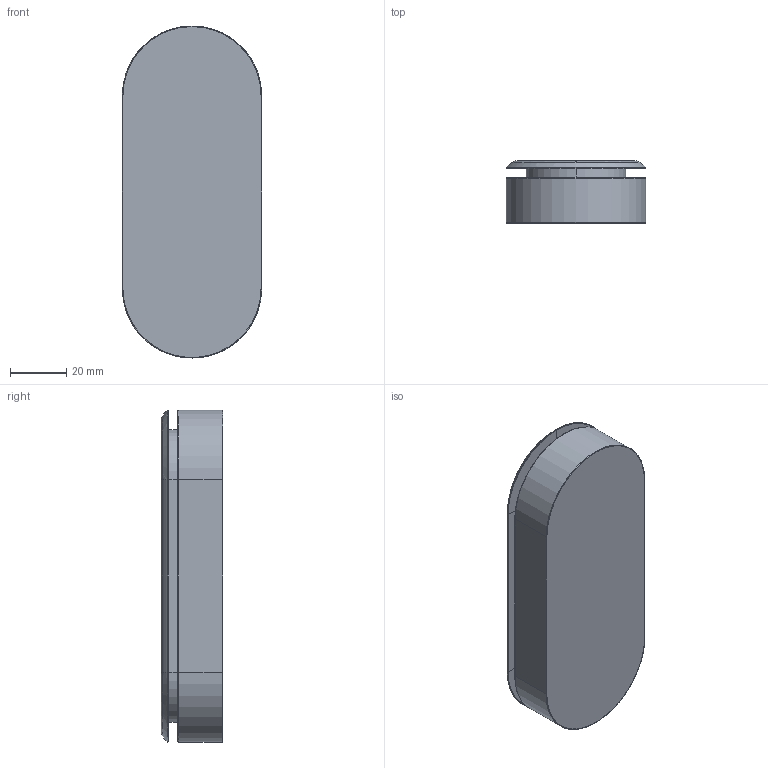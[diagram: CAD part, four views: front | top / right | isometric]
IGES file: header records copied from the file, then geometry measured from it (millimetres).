
Start section: SolidWorks IGES file using analytic representation for surfaces
Global section: file name: HPR-122.IGS; native system: SolidWorks 2016; preprocessor: SolidWorks 2016; author: death; date: 211019.150313; units: millimetre
Bounding box: 49.5 x 22 x 118 mm (x, y, z)
Surface area: 29233 mm2 (no closed solid volume)
Topology: 0 solids, 0 shells, 94 faces, 1015 edges, 1015 vertices
Faces by surface type: bspline 62, revolution 32
